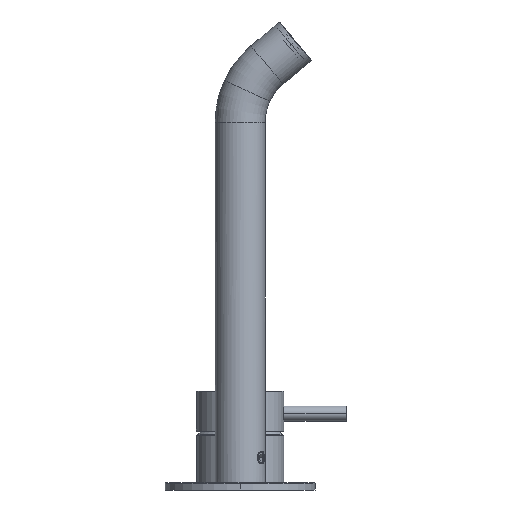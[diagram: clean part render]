
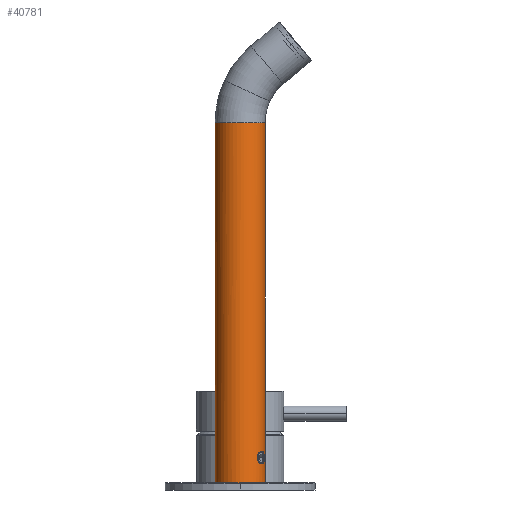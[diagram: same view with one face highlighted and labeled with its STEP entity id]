
A CAD part, left-side view. The second image highlights one B-rep face of the part: STEP entity #40781.
In plain terms, the highlighted cylindrical face has radius 10 mm (diameter 20 mm), a partial arc.
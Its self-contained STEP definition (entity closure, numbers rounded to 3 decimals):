
#39003=DIRECTION('',(0.,1.,0.));
#39004=VECTOR('',#39003,144.025);
#39005=CARTESIAN_POINT('',(-173.832,77.5,
-19.345));
#39006=LINE('',#39005,#39004);
#39010=CARTESIAN_POINT('',(-173.832,221.525,
-19.345));
#39011=CARTESIAN_POINT('',(-174.556,221.525,
-19.345));
#39012=CARTESIAN_POINT('',(-176.004,221.522,
-19.187));
#39013=CARTESIAN_POINT('',(-178.074,221.524,
-18.488));
#39014=CARTESIAN_POINT('',(-179.945,221.523,
-17.358));
#39015=CARTESIAN_POINT('',(-181.528,221.523,
-15.852));
#39016=CARTESIAN_POINT('',(-182.751,221.523,
-14.042));
#39017=CARTESIAN_POINT('',(-183.555,221.523,
-11.996));
#39018=CARTESIAN_POINT('',(-183.879,221.523,
-9.935));
#39019=CARTESIAN_POINT('',(-183.803,221.523,
-8.106));
#39020=CARTESIAN_POINT('',(-183.469,221.523,
-6.537));
#39021=CARTESIAN_POINT('',(-182.968,221.523,
-5.205));
#39022=CARTESIAN_POINT('',(-182.367,221.523,
-4.088));
#39023=CARTESIAN_POINT('',(-181.714,221.523,
-3.16));
#39024=CARTESIAN_POINT('',(-181.042,221.523,
-2.393));
#39025=CARTESIAN_POINT('',(-180.371,221.523,
-1.763));
#39026=CARTESIAN_POINT('',(-179.718,221.523,
-1.248));
#39027=CARTESIAN_POINT('',(-179.09,221.523,
-0.829));
#39028=CARTESIAN_POINT('',(-178.493,221.523,
-0.49));
#39029=CARTESIAN_POINT('',(-177.931,221.523,
-0.217));
#39030=CARTESIAN_POINT('',(-177.403,221.523,
0.001));
#39031=CARTESIAN_POINT('',(-176.91,221.523,
0.174));
#39032=CARTESIAN_POINT('',(-176.453,221.523,
0.309));
#39033=CARTESIAN_POINT('',(-176.03,221.523,
0.413));
#39034=CARTESIAN_POINT('',(-175.64,221.523,
0.493));
#39035=CARTESIAN_POINT('',(-175.28,221.523,
0.552));
#39036=CARTESIAN_POINT('',(-174.948,221.523,
0.594));
#39037=CARTESIAN_POINT('',(-174.642,221.523,
0.624));
#39038=CARTESIAN_POINT('',(-174.356,221.524,
0.643));
#39039=CARTESIAN_POINT('',(-174.09,221.522,
0.653));
#39040=CARTESIAN_POINT('',(-173.917,221.526,
0.655));
#39041=CARTESIAN_POINT('',(-173.832,221.526,
0.655));
#39046=DIRECTION('',(0.,1.,0.));
#39047=VECTOR('',#39046,144.026);
#39048=CARTESIAN_POINT('',(-173.832,77.5,
0.655));
#39049=LINE('',#39048,#39047);
#39053=CARTESIAN_POINT('',(-180.971,87.5,
-2.343));
#39054=CARTESIAN_POINT('',(-180.971,87.269,
-2.343));
#39055=CARTESIAN_POINT('',(-180.925,86.812,
-2.295));
#39056=CARTESIAN_POINT('',(-180.702,86.145,
-2.075));
#39057=CARTESIAN_POINT('',(-180.323,85.574,
-1.73));
#39058=CARTESIAN_POINT('',(-179.797,85.156,
-1.308));
#39059=CARTESIAN_POINT('',(-179.171,84.943,
-0.878));
#39060=CARTESIAN_POINT('',(-178.49,84.943,
-0.485));
#39061=CARTESIAN_POINT('',(-177.803,85.16,
-0.158));
#39062=CARTESIAN_POINT('',(-177.178,85.577,
0.085));
#39063=CARTESIAN_POINT('',(-176.689,86.15,
0.241));
#39064=CARTESIAN_POINT('',(-176.388,86.824,
0.324));
#39065=CARTESIAN_POINT('',(-176.326,87.272,
0.339));
#39066=CARTESIAN_POINT('',(-176.326,87.5,
0.339));
#39071=CARTESIAN_POINT('',(-176.326,87.5,
0.339));
#39072=CARTESIAN_POINT('',(-176.326,87.731,
0.339));
#39073=CARTESIAN_POINT('',(-176.391,88.19,
0.323));
#39074=CARTESIAN_POINT('',(-176.693,88.856,
0.24));
#39075=CARTESIAN_POINT('',(-177.182,89.427,
0.084));
#39076=CARTESIAN_POINT('',(-177.809,89.844,
-0.16));
#39077=CARTESIAN_POINT('',(-178.496,90.057,
-0.488));
#39078=CARTESIAN_POINT('',(-179.176,90.057,
-0.881));
#39079=CARTESIAN_POINT('',(-179.803,89.84,
-1.312));
#39080=CARTESIAN_POINT('',(-180.325,89.423,
-1.732));
#39081=CARTESIAN_POINT('',(-180.705,88.85,
-2.078));
#39082=CARTESIAN_POINT('',(-180.927,88.176,
-2.297));
#39083=CARTESIAN_POINT('',(-180.971,87.728,
-2.343));
#39084=CARTESIAN_POINT('',(-180.971,87.5,
-2.343));
#39089=CARTESIAN_POINT('',(-173.832,77.5,
-9.345));
#39090=DIRECTION('',(0.,-1.,0.));
#39091=DIRECTION('',(0.,0.,1.));
#39092=AXIS2_PLACEMENT_3D('',#39089,#39090,#39091);
#39564=CARTESIAN_POINT('',(-173.832,77.5,
0.655));
#39565=CARTESIAN_POINT('',(-173.832,221.526,
0.655));
#39566=VERTEX_POINT('',#39564);
#39567=VERTEX_POINT('',#39565);
#39568=CARTESIAN_POINT('',(-173.832,77.5,
-19.345));
#39569=CARTESIAN_POINT('',(-173.832,221.525,
-19.345));
#39570=VERTEX_POINT('',#39568);
#39571=VERTEX_POINT('',#39569);
#39688=VERTEX_POINT('',#39053);
#39689=VERTEX_POINT('',#39066);
#40761=CARTESIAN_POINT('',(-173.832,221.526,
-9.345));
#40762=DIRECTION('',(0.,1.,0.));
#40763=DIRECTION('',(0.,0.,1.));
#40764=AXIS2_PLACEMENT_3D('',#40761,#40762,#40763);
#40765=CYLINDRICAL_SURFACE('',#40764,10.);
#40767=ORIENTED_EDGE('',*,*,#40766,.T.);
#40769=ORIENTED_EDGE('',*,*,#40768,.T.);
#40770=ORIENTED_EDGE('',*,*,#40751,.T.);
#40772=ORIENTED_EDGE('',*,*,#40771,.F.);
#40773=EDGE_LOOP('',(#40767,#40769,#40770,#40772));
#40774=FACE_OUTER_BOUND('',#40773,.F.);
#40776=ORIENTED_EDGE('',*,*,#40775,.T.);
#40778=ORIENTED_EDGE('',*,*,#40777,.T.);
#40779=EDGE_LOOP('',(#40776,#40778));
#40780=FACE_BOUND('',#40779,.F.);
#40781=ADVANCED_FACE('',(#40774,#40780),#40765,.T.);
#39042=B_SPLINE_CURVE_WITH_KNOTS('',3,(#39010,#39011,#39012,#39013,#39014,
#39015,#39016,#39017,#39018,#39019,#39020,#39021,#39022,#39023,#39024,#39025,
#39026,#39027,#39028,#39029,#39030,#39031,#39032,#39033,#39034,#39035,#39036,
#39037,#39038,#39039,#39040,#39041),.UNSPECIFIED.,.F.,.F.,(4,1,1,1,1,1,1,1,1,1,
1,1,1,1,1,1,1,1,1,1,1,1,1,1,1,1,1,1,1,4),(0.,0.034,
0.069,0.103,0.138,0.172,
0.207,0.241,0.276,0.31,
0.345,0.379,0.414,0.448,
0.483,0.517,0.552,0.586,
0.621,0.655,0.69,0.724,
0.759,0.793,0.828,0.862,
0.897,0.931,0.966,1.),.UNSPECIFIED.);
#39067=B_SPLINE_CURVE_WITH_KNOTS('',3,(#39053,#39054,#39055,#39056,#39057,
#39058,#39059,#39060,#39061,#39062,#39063,#39064,#39065,#39066),.UNSPECIFIED.,
.F.,.F.,(4,1,1,1,1,1,1,1,1,1,1,4),(0.,0.091,0.182,
0.273,0.364,0.455,0.545,
0.636,0.727,0.818,0.909,1.),
.UNSPECIFIED.);
#39085=B_SPLINE_CURVE_WITH_KNOTS('',3,(#39071,#39072,#39073,#39074,#39075,
#39076,#39077,#39078,#39079,#39080,#39081,#39082,#39083,#39084),.UNSPECIFIED.,
.F.,.F.,(4,1,1,1,1,1,1,1,1,1,1,4),(0.,0.091,0.182,
0.273,0.364,0.455,0.545,
0.636,0.727,0.818,0.909,1.),
.UNSPECIFIED.);
#39093=CIRCLE('',#39092,10.);
#40751=EDGE_CURVE('',#39571,#39567,#39042,.T.);
#40766=EDGE_CURVE('',#39566,#39570,#39093,.T.);
#40768=EDGE_CURVE('',#39570,#39571,#39006,.T.);
#40771=EDGE_CURVE('',#39566,#39567,#39049,.T.);
#40775=EDGE_CURVE('',#39688,#39689,#39067,.T.);
#40777=EDGE_CURVE('',#39689,#39688,#39085,.T.);
